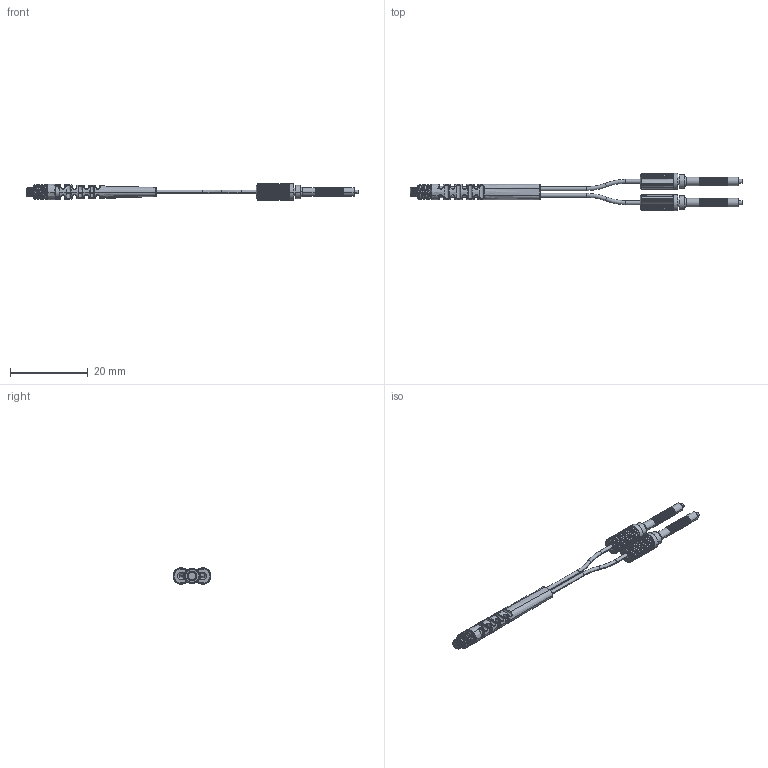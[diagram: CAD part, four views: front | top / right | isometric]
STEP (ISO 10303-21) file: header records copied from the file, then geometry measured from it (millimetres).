
FILE_DESCRIPTION((''),'2;1');
FILE_NAME('PRS4Y10CD_ASM','2020-06-06T09:38:06',('Administrator'),(''),'CREO PARAMETRIC BY PTC INC, 2018400','CREO PARAMETRIC BY PTC INC, 2018400','');
FILE_SCHEMA(('AUTOMOTIVE_DESIGN { 1 0 10303 214 1 1 1 1 }'));
Length unit declared in the file: millimetre
Products named in the file (6): M4TOU; 10XXX__; JW22_10__; PRM3-10__; 10XIAN__ASM; PRS4Y10CD_ASM
Assembly tree (6 placements, depth 3):
  PRS4Y10CD_ASM
    M4TOU
    10XIAN__ASM
      10XXX__
      JW22_10__  x2
      PRM3-10__
Bounding box: 85.5 x 9.7 x 4.2 mm (x, y, z)
Volume: 724.9 mm3; surface area: 2013.1 mm2
Topology: 6 solids, 6 shells, 1114 faces, 2706 edges, 1609 vertices
Faces by surface type: cylinder 421, plane 254, bspline 220, torus 160, extrusion 46, cone 13
Entity records: 39610 total; most frequent: CARTESIAN_POINT 20765, ORIENTED_EDGE 3640, DIRECTION 3028, EDGE_CURVE 1820, AXIS2_PLACEMENT_3D 1316, VERTEX_POINT 1087, PRESENTATION_STYLE_ASSIGNMENT 837, STYLED_ITEM 837
